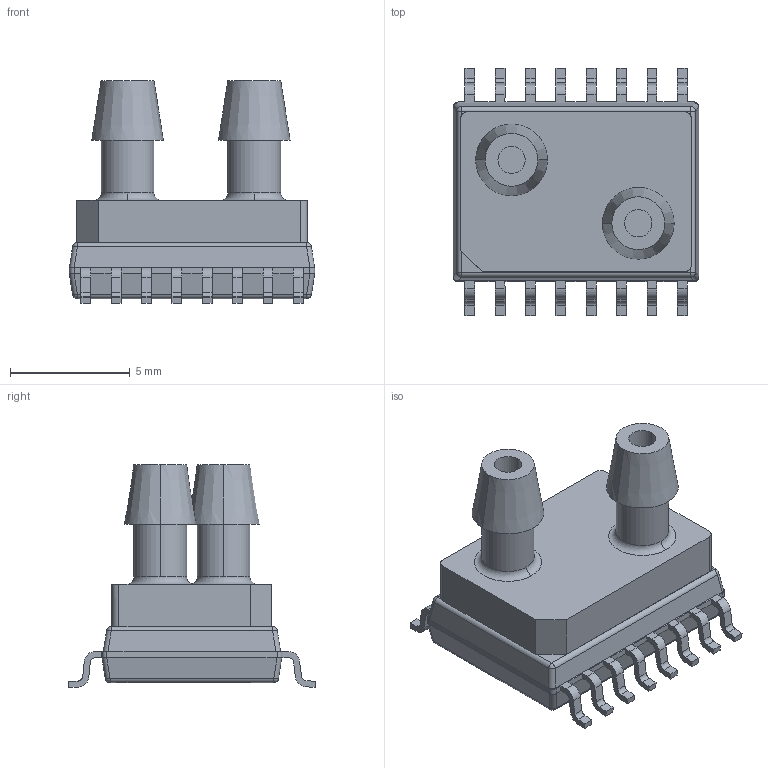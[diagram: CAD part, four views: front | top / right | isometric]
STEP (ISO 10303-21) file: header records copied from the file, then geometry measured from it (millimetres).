
FILE_DESCRIPTION((''),'2;1');
FILE_NAME('C-7331-BCE-S-001-000','2020-11-12T22:06:36',('workeradm'),('TE Connectivity Ltd.'),'CREO PARAMETRIC BY PTC INC, 2019292','CREO PARAMETRIC BY PTC INC, 2019292','');
FILE_SCHEMA(('AUTOMOTIVE_DESIGN { 1 0 10303 214 1 1 1 1 }'));
Length unit declared in the file: millimetre
Products named in the file (1): C-7331-BCE-S-001-000
Bounding box: 10.26 x 10.34 x 9.32 mm (x, y, z)
Volume: 335.3 mm3; surface area: 413.7 mm2
Topology: 1 solids, 2 shells, 314 faces, 860 edges, 548 vertices
Faces by surface type: plane 198, cylinder 100, sphere 8, torus 4, cone 4
Entity records: 10187 total; most frequent: CARTESIAN_POINT 1860, ORIENTED_EDGE 1704, DIRECTION 1645, EDGE_CURVE 852, VECTOR 607, LINE 607, VERTEX_POINT 548, AXIS2_PLACEMENT_3D 519
